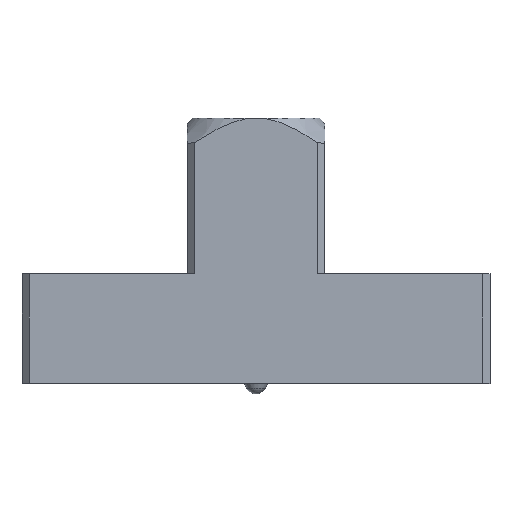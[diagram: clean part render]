
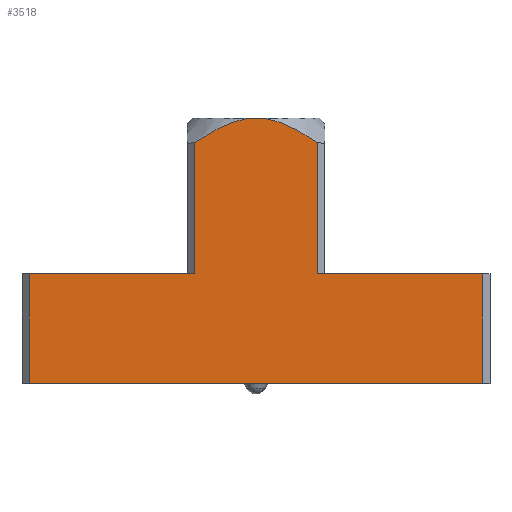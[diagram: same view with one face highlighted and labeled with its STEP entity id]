
A CAD part, top view. The second image highlights one B-rep face of the part: STEP entity #3518.
In plain terms, the highlighted planar face has unit normal (0, 0, 1).
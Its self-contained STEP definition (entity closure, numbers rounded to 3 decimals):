
#173=DIRECTION('',(0.,1.,0.));
#174=VECTOR('',#173,12.447);
#175=CARTESIAN_POINT('',(5.806,0.015,7.52));
#176=LINE('',#175,#174);
#188=CARTESIAN_POINT('',(-5.806,12.462,7.52));
#189=CARTESIAN_POINT('',(-5.742,12.507,7.52));
#190=CARTESIAN_POINT('',(-5.615,12.594,7.52));
#191=CARTESIAN_POINT('',(-5.431,12.719,7.52));
#192=CARTESIAN_POINT('',(-5.252,12.837,7.52));
#193=CARTESIAN_POINT('',(-5.079,12.95,7.52));
#194=CARTESIAN_POINT('',(-4.911,13.058,7.52));
#195=CARTESIAN_POINT('',(-4.747,13.16,7.52));
#196=CARTESIAN_POINT('',(-4.587,13.258,7.52));
#197=CARTESIAN_POINT('',(-4.43,13.352,7.52));
#198=CARTESIAN_POINT('',(-4.278,13.441,7.52));
#199=CARTESIAN_POINT('',(-4.128,13.527,7.52));
#200=CARTESIAN_POINT('',(-3.982,13.609,7.52));
#201=CARTESIAN_POINT('',(-3.838,13.687,7.52));
#202=CARTESIAN_POINT('',(-3.697,13.762,7.52));
#203=CARTESIAN_POINT('',(-3.558,13.834,7.52));
#204=CARTESIAN_POINT('',(-3.422,13.902,7.52));
#205=CARTESIAN_POINT('',(-3.287,13.968,7.52));
#206=CARTESIAN_POINT('',(-3.154,14.03,7.52));
#207=CARTESIAN_POINT('',(-3.023,14.09,7.52));
#208=CARTESIAN_POINT('',(-2.893,14.147,7.52));
#209=CARTESIAN_POINT('',(-2.765,14.202,7.52));
#210=CARTESIAN_POINT('',(-2.638,14.254,7.52));
#211=CARTESIAN_POINT('',(-2.513,14.303,7.52));
#212=CARTESIAN_POINT('',(-2.388,14.35,7.52));
#213=CARTESIAN_POINT('',(-2.264,14.395,7.52));
#214=CARTESIAN_POINT('',(-2.141,14.437,7.52));
#215=CARTESIAN_POINT('',(-2.019,14.477,7.52));
#216=CARTESIAN_POINT('',(-1.898,14.515,7.52));
#217=CARTESIAN_POINT('',(-1.777,14.55,7.52));
#218=CARTESIAN_POINT('',(-1.656,14.583,7.52));
#219=CARTESIAN_POINT('',(-1.537,14.614,7.52));
#220=CARTESIAN_POINT('',(-1.417,14.642,7.52));
#221=CARTESIAN_POINT('',(-1.298,14.668,7.52));
#222=CARTESIAN_POINT('',(-1.179,14.692,7.52));
#223=CARTESIAN_POINT('',(-1.061,14.714,7.52));
#224=CARTESIAN_POINT('',(-0.942,14.733,7.52));
#225=CARTESIAN_POINT('',(-0.824,14.75,7.52));
#226=CARTESIAN_POINT('',(-0.706,14.765,7.52));
#227=CARTESIAN_POINT('',(-0.588,14.778,7.52));
#228=CARTESIAN_POINT('',(-0.471,14.788,7.52));
#229=CARTESIAN_POINT('',(-0.353,14.796,7.52));
#230=CARTESIAN_POINT('',(-0.235,14.802,7.52));
#231=CARTESIAN_POINT('',(-0.118,14.805,7.52));
#232=CARTESIAN_POINT('',(-0.039,14.806,7.52));
#233=CARTESIAN_POINT('',(0.,14.806,7.52));
#235=CARTESIAN_POINT('',(0.,14.806,7.52));
#236=CARTESIAN_POINT('',(0.039,14.806,7.52));
#237=CARTESIAN_POINT('',(0.118,14.805,7.52));
#238=CARTESIAN_POINT('',(0.236,14.802,7.52));
#239=CARTESIAN_POINT('',(0.353,14.796,7.52));
#240=CARTESIAN_POINT('',(0.471,14.788,7.52));
#241=CARTESIAN_POINT('',(0.589,14.778,7.52));
#242=CARTESIAN_POINT('',(0.707,14.765,7.52));
#243=CARTESIAN_POINT('',(0.826,14.75,7.52));
#244=CARTESIAN_POINT('',(0.944,14.733,7.52));
#245=CARTESIAN_POINT('',(1.062,14.714,7.52));
#246=CARTESIAN_POINT('',(1.181,14.692,7.52));
#247=CARTESIAN_POINT('',(1.3,14.668,7.52));
#248=CARTESIAN_POINT('',(1.419,14.642,7.52));
#249=CARTESIAN_POINT('',(1.539,14.613,7.52));
#250=CARTESIAN_POINT('',(1.659,14.582,7.52));
#251=CARTESIAN_POINT('',(1.779,14.549,7.52));
#252=CARTESIAN_POINT('',(1.9,14.514,7.52));
#253=CARTESIAN_POINT('',(2.022,14.476,7.52));
#254=CARTESIAN_POINT('',(2.144,14.436,7.52));
#255=CARTESIAN_POINT('',(2.267,14.394,7.52));
#256=CARTESIAN_POINT('',(2.391,14.349,7.52));
#257=CARTESIAN_POINT('',(2.516,14.302,7.52));
#258=CARTESIAN_POINT('',(2.642,14.253,7.52));
#259=CARTESIAN_POINT('',(2.768,14.2,7.52));
#260=CARTESIAN_POINT('',(2.897,14.146,7.52));
#261=CARTESIAN_POINT('',(3.026,14.089,7.52));
#262=CARTESIAN_POINT('',(3.157,14.029,7.52));
#263=CARTESIAN_POINT('',(3.29,13.966,7.52));
#264=CARTESIAN_POINT('',(3.425,13.901,7.52));
#265=CARTESIAN_POINT('',(3.561,13.832,7.52));
#266=CARTESIAN_POINT('',(3.7,13.76,7.52));
#267=CARTESIAN_POINT('',(3.841,13.685,7.52));
#268=CARTESIAN_POINT('',(3.985,13.607,7.52));
#269=CARTESIAN_POINT('',(4.131,13.525,7.52));
#270=CARTESIAN_POINT('',(4.28,13.44,7.52));
#271=CARTESIAN_POINT('',(4.433,13.35,7.52));
#272=CARTESIAN_POINT('',(4.589,13.257,7.52));
#273=CARTESIAN_POINT('',(4.749,13.159,7.52));
#274=CARTESIAN_POINT('',(4.913,13.057,7.52));
#275=CARTESIAN_POINT('',(5.081,12.949,7.52));
#276=CARTESIAN_POINT('',(5.254,12.836,7.52));
#277=CARTESIAN_POINT('',(5.432,12.718,7.52));
#278=CARTESIAN_POINT('',(5.615,12.594,7.52));
#279=CARTESIAN_POINT('',(5.742,12.507,7.52));
#280=CARTESIAN_POINT('',(5.806,12.462,7.52));
#282=DIRECTION('',(-1.,0.,0.));
#283=VECTOR('',#282,15.71);
#284=CARTESIAN_POINT('',(21.516,0.015,7.52));
#285=LINE('',#284,#283);
#286=DIRECTION('',(1.,0.,0.));
#287=VECTOR('',#286,43.032);
#288=CARTESIAN_POINT('',(-21.516,-10.375,7.52));
#289=LINE('',#288,#287);
#290=DIRECTION('',(-1.,0.,0.));
#291=VECTOR('',#290,15.71);
#292=CARTESIAN_POINT('',(-5.806,0.015,7.52));
#293=LINE('',#292,#291);
#294=DIRECTION('',(0.,1.,0.));
#295=VECTOR('',#294,12.447);
#296=CARTESIAN_POINT('',(-5.806,0.015,7.52));
#297=LINE('',#296,#295);
#1512=DIRECTION('',(0.,-1.,0.));
#1513=VECTOR('',#1512,10.39);
#1514=CARTESIAN_POINT('',(-21.516,0.015,7.52));
#1515=LINE('',#1514,#1513);
#1528=DIRECTION('',(0.,1.,0.));
#1529=VECTOR('',#1528,10.39);
#1530=CARTESIAN_POINT('',(21.516,-10.375,7.52));
#1531=LINE('',#1530,#1529);
#2753=CARTESIAN_POINT('',(-21.516,0.015,7.52));
#2754=CARTESIAN_POINT('',(-21.516,-10.375,7.52));
#2755=VERTEX_POINT('',#2753);
#2756=VERTEX_POINT('',#2754);
#2761=CARTESIAN_POINT('',(21.516,-10.375,7.52));
#2762=CARTESIAN_POINT('',(21.516,0.015,7.52));
#2763=VERTEX_POINT('',#2761);
#2764=VERTEX_POINT('',#2762);
#2777=CARTESIAN_POINT('',(-5.806,0.015,7.52));
#2778=VERTEX_POINT('',#2777);
#2779=CARTESIAN_POINT('',(5.806,0.015,7.52));
#2780=VERTEX_POINT('',#2779);
#3097=CARTESIAN_POINT('',(5.806,12.462,7.52));
#3098=VERTEX_POINT('',#3097);
#3099=CARTESIAN_POINT('',(-5.806,12.462,7.52));
#3100=VERTEX_POINT('',#3099);
#3107=VERTEX_POINT('',#235);
#3496=CARTESIAN_POINT('',(0.,0.,7.52));
#3497=DIRECTION('',(0.,0.,1.));
#3498=DIRECTION('',(1.,0.,0.));
#3499=AXIS2_PLACEMENT_3D('',#3496,#3497,#3498);
#3500=PLANE('',#3499);
#3502=ORIENTED_EDGE('',*,*,#3501,.T.);
#3504=ORIENTED_EDGE('',*,*,#3503,.T.);
#3506=ORIENTED_EDGE('',*,*,#3505,.T.);
#3507=ORIENTED_EDGE('',*,*,#3489,.F.);
#3508=ORIENTED_EDGE('',*,*,#3448,.F.);
#3510=ORIENTED_EDGE('',*,*,#3509,.F.);
#3512=ORIENTED_EDGE('',*,*,#3511,.F.);
#3514=ORIENTED_EDGE('',*,*,#3513,.F.);
#3515=ORIENTED_EDGE('',*,*,#3434,.F.);
#3516=EDGE_LOOP('',(#3502,#3504,#3506,#3507,#3508,#3510,#3512,#3514,#3515));
#3517=FACE_OUTER_BOUND('',#3516,.F.);
#3518=ADVANCED_FACE('',(#3517),#3500,.T.);
#234=B_SPLINE_CURVE_WITH_KNOTS('',3,(#188,#189,#190,#191,#192,#193,#194,#195,
#196,#197,#198,#199,#200,#201,#202,#203,#204,#205,#206,#207,#208,#209,#210,#211,
#212,#213,#214,#215,#216,#217,#218,#219,#220,#221,#222,#223,#224,#225,#226,#227,
#228,#229,#230,#231,#232,#233),.UNSPECIFIED.,.F.,.F.,(4,1,1,1,1,1,1,1,1,1,1,1,1,
1,1,1,1,1,1,1,1,1,1,1,1,1,1,1,1,1,1,1,1,1,1,1,1,1,1,1,1,1,1,4),(0.,
0.023,0.047,0.07,0.093,
0.116,0.14,0.163,0.186,
0.209,0.233,0.256,0.279,
0.302,0.326,0.349,0.372,
0.395,0.419,0.442,0.465,
0.488,0.512,0.535,0.558,
0.581,0.605,0.628,0.651,
0.674,0.698,0.721,0.744,
0.767,0.791,0.814,0.837,
0.86,0.884,0.907,0.93,
0.953,0.977,1.),.UNSPECIFIED.);
#281=B_SPLINE_CURVE_WITH_KNOTS('',3,(#235,#236,#237,#238,#239,#240,#241,#242,
#243,#244,#245,#246,#247,#248,#249,#250,#251,#252,#253,#254,#255,#256,#257,#258,
#259,#260,#261,#262,#263,#264,#265,#266,#267,#268,#269,#270,#271,#272,#273,#274,
#275,#276,#277,#278,#279,#280),.UNSPECIFIED.,.F.,.F.,(4,1,1,1,1,1,1,1,1,1,1,1,1,
1,1,1,1,1,1,1,1,1,1,1,1,1,1,1,1,1,1,1,1,1,1,1,1,1,1,1,1,1,1,4),(0.,
0.023,0.047,0.07,0.093,
0.116,0.14,0.163,0.186,
0.209,0.233,0.256,0.279,
0.302,0.326,0.349,0.372,
0.395,0.419,0.442,0.465,
0.488,0.512,0.535,0.558,
0.581,0.605,0.628,0.651,
0.674,0.698,0.721,0.744,
0.767,0.791,0.814,0.837,
0.86,0.884,0.907,0.93,
0.953,0.977,1.),.UNSPECIFIED.);
#3434=EDGE_CURVE('',#2778,#2755,#293,.T.);
#3448=EDGE_CURVE('',#2764,#2780,#285,.T.);
#3489=EDGE_CURVE('',#2780,#3098,#176,.T.);
#3501=EDGE_CURVE('',#2778,#3100,#297,.T.);
#3503=EDGE_CURVE('',#3100,#3107,#234,.T.);
#3505=EDGE_CURVE('',#3107,#3098,#281,.T.);
#3509=EDGE_CURVE('',#2763,#2764,#1531,.T.);
#3511=EDGE_CURVE('',#2756,#2763,#289,.T.);
#3513=EDGE_CURVE('',#2755,#2756,#1515,.T.);
